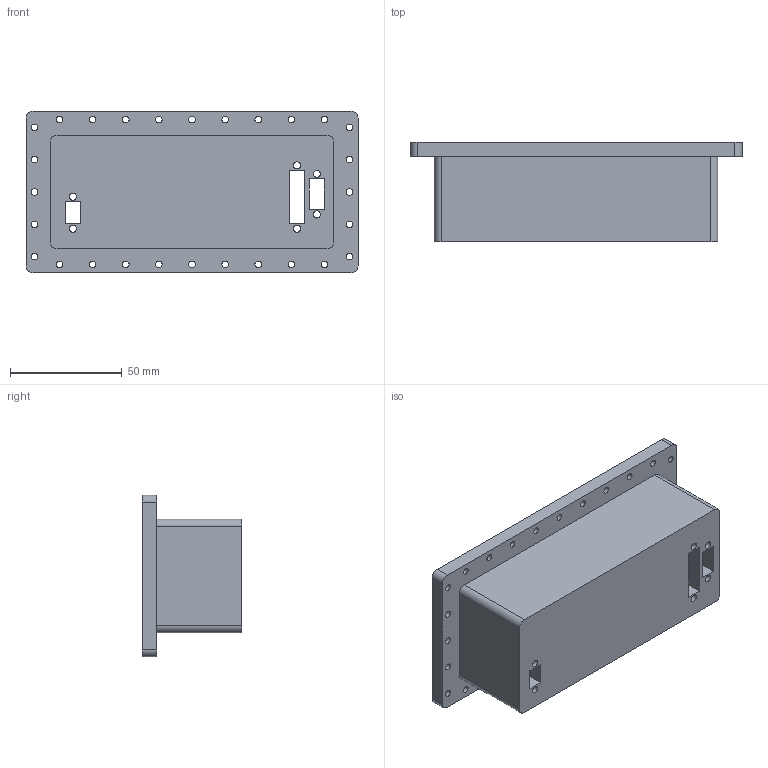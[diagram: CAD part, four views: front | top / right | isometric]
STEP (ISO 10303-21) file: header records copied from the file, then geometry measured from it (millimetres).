
FILE_DESCRIPTION(/* description */ (''),/* implementation_level */ '2;1');
FILE_NAME(/* name */ 'Electronics Box.stp',/* time_stamp */ '2017-03-16T18:52:51-04:00',/* author */ ('qupec'),/* organization */ (''),/* preprocessor_version */ 'ST-DEVELOPER v16.5',/* originating_system */ 'Autodesk Inventor 2017',/* authorisation */ '');
FILE_SCHEMA (('AUTOMOTIVE_DESIGN { 1 0 10303 214 3 1 1 }'));
Length unit declared in the file: inch
Products named in the file (1): Electronics Box
Bounding box: 148.59 x 44.45 x 72.39 mm (x, y, z)
Volume: 103878.5 mm3; surface area: 53178.3 mm2
Topology: 1 solids, 1 shells, 92 faces, 286 edges, 200 vertices
Faces by surface type: cylinder 54, plane 38
Full cylindrical faces by diameter (mm): 2.946 x28, 3.2 x6
Entity records: 3020 total; most frequent: DIRECTION 518, CARTESIAN_POINT 489, ORIENTED_EDGE 448, EDGE_CURVE 224, EDGE_LOOP 204, AXIS2_PLACEMENT_3D 201, VERTEX_POINT 172, LINE 116
